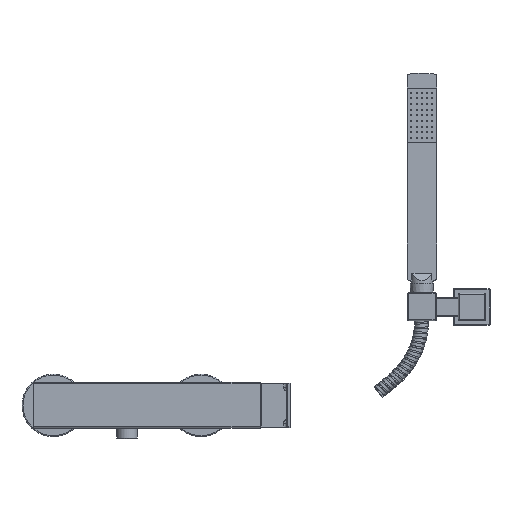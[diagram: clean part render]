
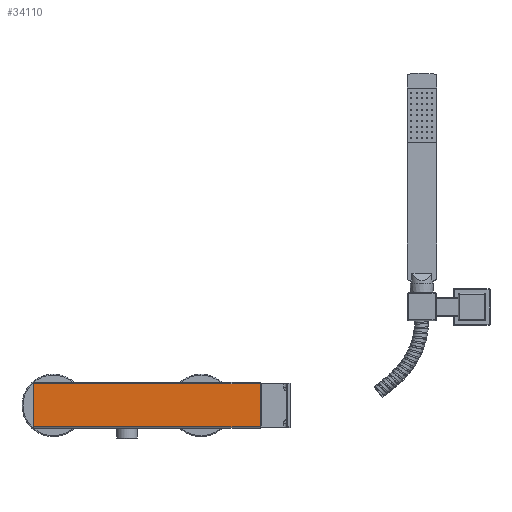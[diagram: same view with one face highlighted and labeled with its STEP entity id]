
A CAD part, top view. The second image highlights one B-rep face of the part: STEP entity #34110.
In plain terms, the highlighted planar face has unit normal (0, 0, 1).
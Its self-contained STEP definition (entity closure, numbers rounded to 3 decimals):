
#5835=DIRECTION('',(0.,-1.,0.));
#5836=VECTOR('',#5835,43.5);
#5837=CARTESIAN_POINT('',(-95.,21.75,23.25));
#5838=LINE('',#5837,#5836);
#5839=DIRECTION('',(-1.,0.,0.));
#5840=VECTOR('',#5839,230.);
#5841=CARTESIAN_POINT('',(135.,21.75,23.25));
#5842=LINE('',#5841,#5840);
#5843=DIRECTION('',(0.,-1.,0.));
#5844=VECTOR('',#5843,43.5);
#5845=CARTESIAN_POINT('',(135.,21.75,23.25));
#5846=LINE('',#5845,#5844);
#5847=DIRECTION('',(-1.,0.,0.));
#5848=VECTOR('',#5847,230.);
#5849=CARTESIAN_POINT('',(135.,-21.75,23.25));
#5850=LINE('',#5849,#5848);
#22138=CARTESIAN_POINT('',(135.,21.75,23.25));
#22139=CARTESIAN_POINT('',(135.,-21.75,23.25));
#22140=VERTEX_POINT('',#22138);
#22141=VERTEX_POINT('',#22139);
#22154=CARTESIAN_POINT('',(-95.,21.75,23.25));
#22155=CARTESIAN_POINT('',(-95.,-21.75,23.25));
#22156=VERTEX_POINT('',#22154);
#22157=VERTEX_POINT('',#22155);
#34097=CARTESIAN_POINT('',(-96.5,23.25,23.25));
#34098=DIRECTION('',(0.,0.,1.));
#34099=DIRECTION('',(0.,-1.,0.));
#34100=AXIS2_PLACEMENT_3D('',#34097,#34098,#34099);
#34101=PLANE('',#34100);
#34102=ORIENTED_EDGE('',*,*,#34073,.F.);
#34104=ORIENTED_EDGE('',*,*,#34103,.F.);
#34106=ORIENTED_EDGE('',*,*,#34105,.T.);
#34107=ORIENTED_EDGE('',*,*,#34053,.T.);
#34108=EDGE_LOOP('',(#34102,#34104,#34106,#34107));
#34109=FACE_OUTER_BOUND('',#34108,.F.);
#34110=ADVANCED_FACE('',(#34109),#34101,.T.);
#34053=EDGE_CURVE('',#22141,#22157,#5850,.T.);
#34073=EDGE_CURVE('',#22156,#22157,#5838,.T.);
#34103=EDGE_CURVE('',#22140,#22156,#5842,.T.);
#34105=EDGE_CURVE('',#22140,#22141,#5846,.T.);
